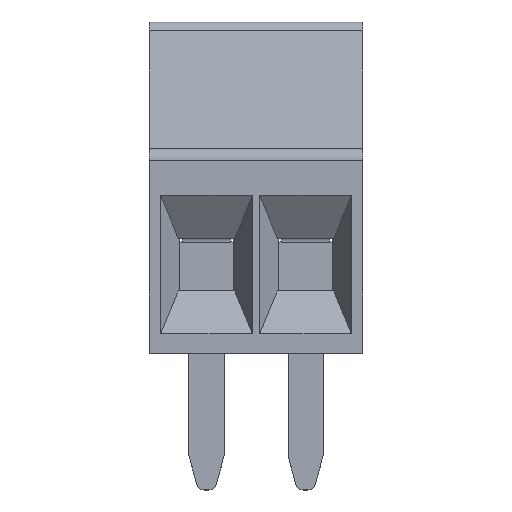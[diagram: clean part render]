
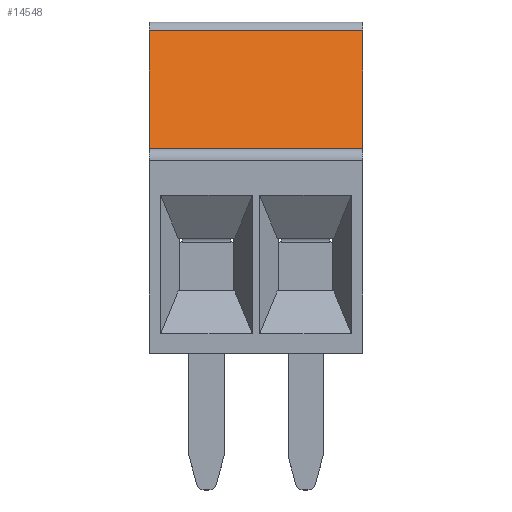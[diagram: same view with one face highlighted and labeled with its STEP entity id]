
A CAD part, top view. The second image highlights one B-rep face of the part: STEP entity #14548.
In plain terms, the highlighted planar face has unit normal (0, 0.257, 0.966).
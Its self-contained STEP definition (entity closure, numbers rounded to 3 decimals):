
#2295=ORIENTED_EDGE('',*,*,#6162,.T.);
#2296=ORIENTED_EDGE('',*,*,#6806,.F.);
#2297=ORIENTED_EDGE('',*,*,#6807,.F.);
#2298=ORIENTED_EDGE('',*,*,#6804,.T.);
#6162=EDGE_CURVE('',#8450,#8449,#9977,.T.);
#6804=EDGE_CURVE('',#9041,#8450,#10226,.T.);
#6806=EDGE_CURVE('',#9042,#8449,#10227,.T.);
#6807=EDGE_CURVE('',#9041,#9042,#10228,.T.);
#8449=VERTEX_POINT('',#22159);
#8450=VERTEX_POINT('',#22161);
#9041=VERTEX_POINT('',#23427);
#9042=VERTEX_POINT('',#23431);
#9977=LINE('',#22160,#11270);
#10226=LINE('',#23426,#11519);
#10227=LINE('',#23430,#11520);
#10228=LINE('',#23432,#11521);
#11270=VECTOR('',#17210,1000.);
#11519=VECTOR('',#18311,1000.);
#11520=VECTOR('',#18316,1000.);
#11521=VECTOR('',#18317,1000.);
#12558=EDGE_LOOP('',(#2295,#2296,#2297,#2298));
#13410=FACE_BOUND('',#12558,.T.);
#14236=PLANE('',#15771);
#14548=ADVANCED_FACE('',(#13410),#14236,.F.);
#15771=AXIS2_PLACEMENT_3D('',#23429,#18314,#18315);
#17210=DIRECTION('',(0.,-0.966,0.257));
#18311=DIRECTION('',(-1.,0.,0.));
#18314=DIRECTION('',(0.,-0.257,-0.966));
#18315=DIRECTION('',(0.,0.966,-0.257));
#18316=DIRECTION('',(-1.,0.,0.));
#18317=DIRECTION('',(0.,-0.966,0.257));
#22159=CARTESIAN_POINT('',(0.,5.25,2.6));
#22160=CARTESIAN_POINT('',(0.,8.277,1.795));
#22161=CARTESIAN_POINT('',(0.,8.277,1.795));
#23426=CARTESIAN_POINT('',(5.48,8.277,1.795));
#23427=CARTESIAN_POINT('',(5.48,8.277,1.795));
#23429=CARTESIAN_POINT('',(5.48,8.277,1.795));
#23430=CARTESIAN_POINT('',(5.48,5.25,2.6));
#23431=CARTESIAN_POINT('',(5.48,5.25,2.6));
#23432=CARTESIAN_POINT('',(5.48,8.277,1.795));
